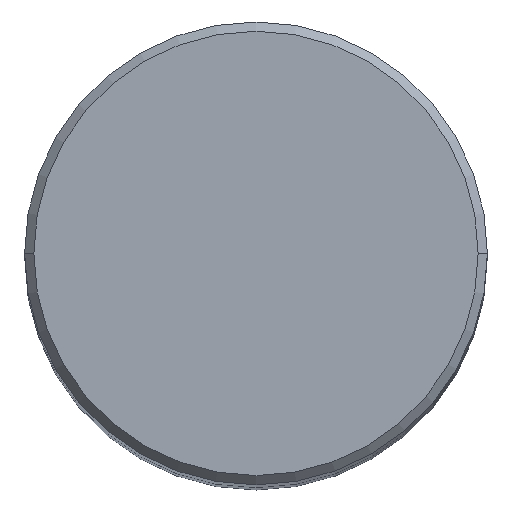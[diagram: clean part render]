
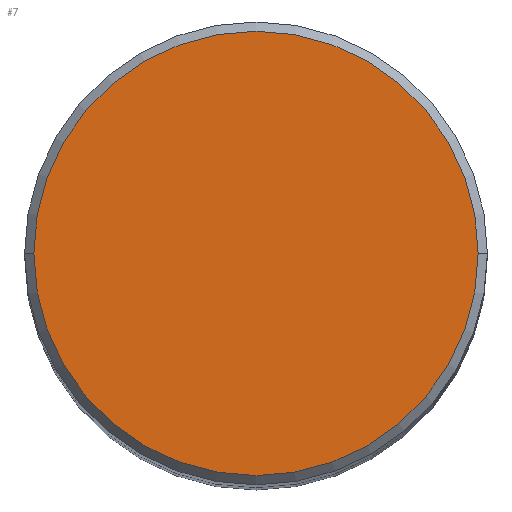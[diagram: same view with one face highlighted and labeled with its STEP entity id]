
A CAD part, top view. The second image highlights one B-rep face of the part: STEP entity #7.
In plain terms, the highlighted planar face has unit normal (0, 0, 1).
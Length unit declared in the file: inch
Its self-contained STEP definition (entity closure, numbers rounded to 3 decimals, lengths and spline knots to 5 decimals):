
#1 = VERTEX_POINT ( 'NONE', #44 ) ;
#6 = FACE_OUTER_BOUND ( 'NONE', #88, .T. ) ;
#7 = ADVANCED_FACE ( 'NONE', ( #6 ), #164, .T. ) ;
#35 = AXIS2_PLACEMENT_3D ( 'NONE', #37, #38, #101 ) ;
#37 = CARTESIAN_POINT ( 'NONE',  ( 0., 0., 5. ) ) ;
#38 = DIRECTION ( 'NONE',  ( 0., 0., 1. ) ) ;
#40 = CARTESIAN_POINT ( 'NONE',  ( 0.36, 0., 5. ) ) ;
#44 = CARTESIAN_POINT ( 'NONE',  ( -0.36, 0., 5. ) ) ;
#47 = CIRCLE ( 'NONE', #35, 0.36 ) ;
#69 = AXIS2_PLACEMENT_3D ( 'NONE', #218, #75, #77 ) ;
#73 = EDGE_CURVE ( 'NONE', #1, #143, #206, .T. ) ;
#75 = DIRECTION ( 'NONE',  ( 0., 0., 1. ) ) ;
#77 = DIRECTION ( 'NONE',  ( 1., 0., 0. ) ) ;
#88 = EDGE_LOOP ( 'NONE', ( #239, #114 ) ) ;
#101 = DIRECTION ( 'NONE',  ( 1., 0., 0. ) ) ;
#114 = ORIENTED_EDGE ( 'NONE', *, *, #241, .T. ) ;
#143 = VERTEX_POINT ( 'NONE', #40 ) ;
#151 = DIRECTION ( 'NONE',  ( 1., 0., 0. ) ) ;
#164 = PLANE ( 'NONE',  #236 ) ;
#167 = DIRECTION ( 'NONE',  ( 0., 0., 1. ) ) ;
#206 = CIRCLE ( 'NONE', #69, 0.36 ) ;
#218 = CARTESIAN_POINT ( 'NONE',  ( 0., 0., 5. ) ) ;
#236 = AXIS2_PLACEMENT_3D ( 'NONE', #242, #167, #151 ) ;
#239 = ORIENTED_EDGE ( 'NONE', *, *, #73, .T. ) ;
#241 = EDGE_CURVE ( 'NONE', #143, #1, #47, .T. ) ;
#242 = CARTESIAN_POINT ( 'NONE',  ( 0., 0., 5. ) ) ;
